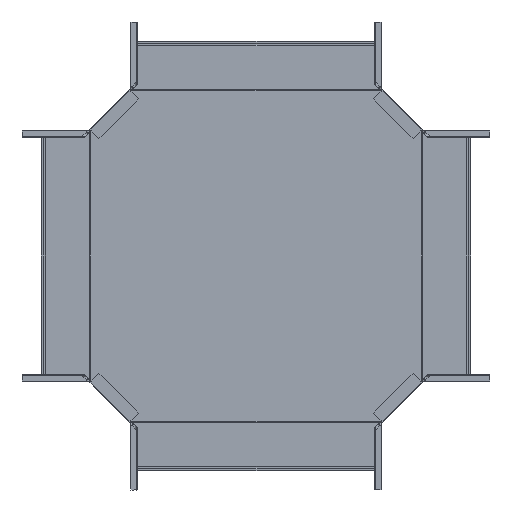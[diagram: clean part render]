
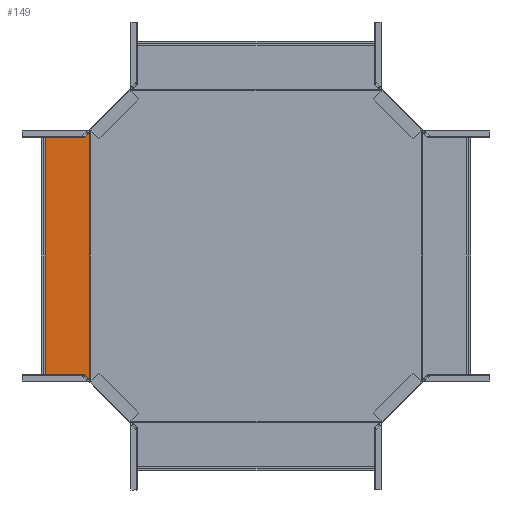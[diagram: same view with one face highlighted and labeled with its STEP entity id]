
A CAD part, front view. The second image highlights one B-rep face of the part: STEP entity #149.
In plain terms, the highlighted planar face has unit normal (0, -1, 0).
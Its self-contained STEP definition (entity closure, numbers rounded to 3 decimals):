
#60 = DIRECTION ( 'NONE',  ( 1., 0., 0. ) ) ;
#149 = ADVANCED_FACE ( 'NONE', ( #5880 ), #3034, .T. ) ;
#155 = ORIENTED_EDGE ( 'NONE', *, *, #5354, .F. ) ;
#158 = VECTOR ( 'NONE', #302, 1000. ) ;
#214 = EDGE_CURVE ( 'NONE', #4518, #3354, #3424, .T. ) ;
#241 = CARTESIAN_POINT ( 'NONE',  ( 0.076, -2.25, 0. ) ) ;
#302 = DIRECTION ( 'NONE',  ( 0., 0., 1. ) ) ;
#373 = EDGE_CURVE ( 'NONE', #5778, #4672, #6089, .T. ) ;
#403 = CARTESIAN_POINT ( 'NONE',  ( -198.008, -2.25, -145.167 ) ) ;
#608 = LINE ( 'NONE', #901, #5570 ) ;
#743 = CARTESIAN_POINT ( 'NONE',  ( -197.824, -2.25, -145.284 ) ) ;
#884 = ORIENTED_EDGE ( 'NONE', *, *, #373, .F. ) ;
#901 = CARTESIAN_POINT ( 'NONE',  ( -203.497, -2.25, -139.75 ) ) ;
#1013 = ORIENTED_EDGE ( 'NONE', *, *, #214, .F. ) ;
#1135 = CARTESIAN_POINT ( 'NONE',  ( -197.384, -2.25, 145.546 ) ) ;
#1300 = CARTESIAN_POINT ( 'NONE',  ( -203.497, -2.25, 139.75 ) ) ;
#1347 = VERTEX_POINT ( 'NONE', #4322 ) ;
#1380 = CARTESIAN_POINT ( 'NONE',  ( -197.384, -2.25, 145.546 ) ) ;
#1602 = CARTESIAN_POINT ( 'NONE',  ( -197.667, -2.25, 145.389 ) ) ;
#1690 = CARTESIAN_POINT ( 'NONE',  ( -248.912, -2.25, -139.75 ) ) ;
#1751 = AXIS2_PLACEMENT_3D ( 'NONE', #241, #3064, #3947 ) ;
#1885 = VECTOR ( 'NONE', #60, 1000. ) ;
#2069 = CARTESIAN_POINT ( 'NONE',  ( -197.939, -2.25, 145.213 ) ) ;
#2294 = CARTESIAN_POINT ( 'NONE',  ( -197.897, -2.25, -145.238 ) ) ;
#2303 = CARTESIAN_POINT ( 'NONE',  ( -198.212, -2.25, 145.035 ) ) ;
#2373 = VERTEX_POINT ( 'NONE', #2569 ) ;
#2382 = VECTOR ( 'NONE', #3780, 1000. ) ;
#2411 = CARTESIAN_POINT ( 'NONE',  ( -203.497, -2.25, 139.75 ) ) ;
#2420 = CARTESIAN_POINT ( 'NONE',  ( -203.497, -2.25, -139.75 ) ) ;
#2551 = VERTEX_POINT ( 'NONE', #1300 ) ;
#2569 = CARTESIAN_POINT ( 'NONE',  ( -203.497, -2.25, -139.75 ) ) ;
#2642 = CARTESIAN_POINT ( 'NONE',  ( -197.815, -2.25, -145.29 ) ) ;
#2723 = CARTESIAN_POINT ( 'NONE',  ( -248.912, -2.25, -7.302 ) ) ;
#2795 = CARTESIAN_POINT ( 'NONE',  ( -197.807, -2.25, -145.295 ) ) ;
#2836 = DIRECTION ( 'NONE',  ( 0.707, 0., -0.707 ) ) ;
#2891 = LINE ( 'NONE', #2420, #1885 ) ;
#2972 = DIRECTION ( 'NONE',  ( 0.707, 0., 0.707 ) ) ;
#2991 = DIRECTION ( 'NONE',  ( 1., 0., 0. ) ) ;
#3034 = PLANE ( 'NONE',  #1751 ) ;
#3050 = LINE ( 'NONE', #4486, #5766 ) ;
#3064 = DIRECTION ( 'NONE',  ( 0., -1., 0. ) ) ;
#3266 = LINE ( 'NONE', #3811, #2382 ) ;
#3332 = VERTEX_POINT ( 'NONE', #5102 ) ;
#3354 = VERTEX_POINT ( 'NONE', #1380 ) ;
#3424 = B_SPLINE_CURVE_WITH_KNOTS ( 'NONE', 3,
 ( #3442, #2069, #1602, #1135 ),
 .UNSPECIFIED., .F., .F.,
 ( 4, 4 ),
 ( 0., 1. ),
 .UNSPECIFIED. ) ;
#3442 = CARTESIAN_POINT ( 'NONE',  ( -198.212, -2.25, 145.035 ) ) ;
#3584 = CARTESIAN_POINT ( 'NONE',  ( -248.912, -2.25, 139.75 ) ) ;
#3600 = ORIENTED_EDGE ( 'NONE', *, *, #5931, .T. ) ;
#3669 = B_SPLINE_CURVE_WITH_KNOTS ( 'NONE', 3,
 ( #5143, #4669, #403, #2294, #5480, #743, #2642, #4545, #2795, #3774, #3805, #5760 ),
 .UNSPECIFIED., .F., .F.,
 ( 4, 1, 1, 1, 1, 2, 2, 4 ),
 ( 0., 0.25, 0.375, 0.437, 0.469, 0.484, 0.5, 1. ),
 .UNSPECIFIED. ) ;
#3754 = ORIENTED_EDGE ( 'NONE', *, *, #3838, .T. ) ;
#3774 = CARTESIAN_POINT ( 'NONE',  ( -197.65, -2.25, -145.393 ) ) ;
#3780 = DIRECTION ( 'NONE',  ( 0., 0., -1. ) ) ;
#3805 = CARTESIAN_POINT ( 'NONE',  ( -197.511, -2.25, -145.476 ) ) ;
#3811 = CARTESIAN_POINT ( 'NONE',  ( -197.384, -2.25, 0. ) ) ;
#3824 = EDGE_LOOP ( 'NONE', ( #3600, #3754, #3925, #1013, #155, #4395, #884, #5338 ) ) ;
#3838 = EDGE_CURVE ( 'NONE', #3332, #1347, #3669, .T. ) ;
#3925 = ORIENTED_EDGE ( 'NONE', *, *, #5890, .F. ) ;
#3947 = DIRECTION ( 'NONE',  ( 0., 0., -1. ) ) ;
#4322 = CARTESIAN_POINT ( 'NONE',  ( -197.384, -2.25, -145.546 ) ) ;
#4395 = ORIENTED_EDGE ( 'NONE', *, *, #5662, .F. ) ;
#4486 = CARTESIAN_POINT ( 'NONE',  ( -203.497, -2.25, 139.75 ) ) ;
#4518 = VERTEX_POINT ( 'NONE', #2303 ) ;
#4545 = CARTESIAN_POINT ( 'NONE',  ( -197.808, -2.25, -145.294 ) ) ;
#4669 = CARTESIAN_POINT ( 'NONE',  ( -198.125, -2.25, -145.092 ) ) ;
#4672 = VERTEX_POINT ( 'NONE', #3584 ) ;
#5042 = EDGE_CURVE ( 'NONE', #5778, #2373, #2891, .T. ) ;
#5081 = VECTOR ( 'NONE', #2972, 1000. ) ;
#5102 = CARTESIAN_POINT ( 'NONE',  ( -198.212, -2.25, -145.035 ) ) ;
#5143 = CARTESIAN_POINT ( 'NONE',  ( -198.212, -2.25, -145.035 ) ) ;
#5338 = ORIENTED_EDGE ( 'NONE', *, *, #5042, .T. ) ;
#5354 = EDGE_CURVE ( 'NONE', #2551, #4518, #5690, .T. ) ;
#5480 = CARTESIAN_POINT ( 'NONE',  ( -197.847, -2.25, -145.27 ) ) ;
#5570 = VECTOR ( 'NONE', #2836, 1000. ) ;
#5662 = EDGE_CURVE ( 'NONE', #4672, #2551, #3050, .T. ) ;
#5690 = LINE ( 'NONE', #2411, #5081 ) ;
#5760 = CARTESIAN_POINT ( 'NONE',  ( -197.384, -2.25, -145.546 ) ) ;
#5766 = VECTOR ( 'NONE', #2991, 1000. ) ;
#5778 = VERTEX_POINT ( 'NONE', #1690 ) ;
#5880 = FACE_OUTER_BOUND ( 'NONE', #3824, .T. ) ;
#5890 = EDGE_CURVE ( 'NONE', #3354, #1347, #3266, .T. ) ;
#5931 = EDGE_CURVE ( 'NONE', #2373, #3332, #608, .T. ) ;
#6089 = LINE ( 'NONE', #2723, #158 ) ;
